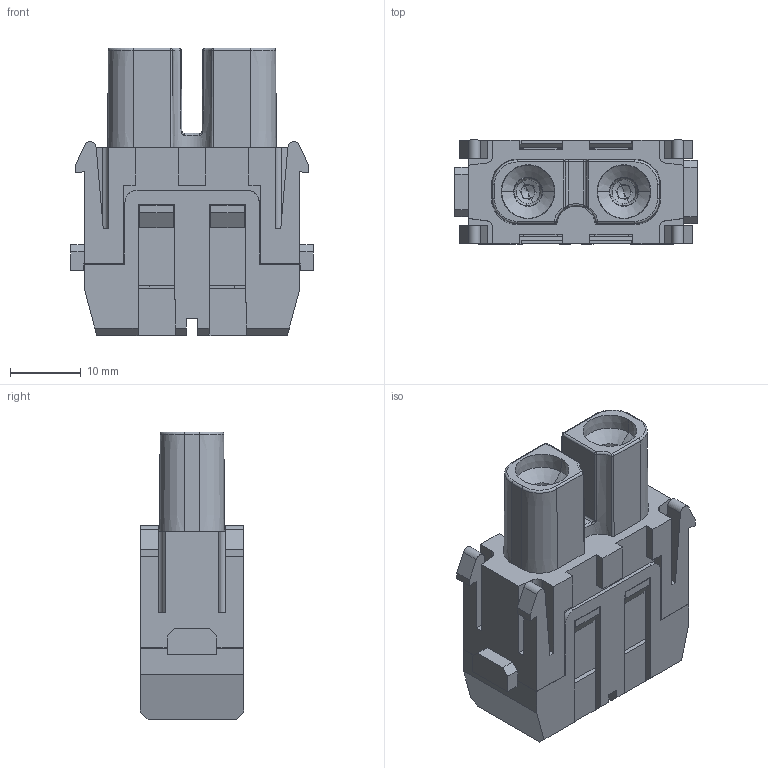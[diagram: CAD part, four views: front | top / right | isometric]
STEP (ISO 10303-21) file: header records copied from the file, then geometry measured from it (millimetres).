
FILE_DESCRIPTION(/* description */ (''),/* implementation_level */ '2;1');
FILE_NAME(/* name */ '_asm1_stp.stp',/* time_stamp */ '2023-11-02T18:15:35+08:00',/* author */ (''),/* organization */ (''),/* preprocessor_version */ 'ST-DEVELOPER v18.1',/* originating_system */ 'SIEMENS PLM Software NX 1980',/* authorisation */ '');
FILE_SCHEMA (('AP203_CONFIGURATION_CONTROLLED_3D_DESIGN_OF_MECHANICAL_PARTS_AND_ASSEMBLIES_MIM_LF { 1 0 10303 403 2 1 2}'));
Length unit declared in the file: millimetre
Products named in the file (1): ylga06740829h3pj
Bounding box: 34.2 x 14.61 x 40.52 mm (x, y, z)
Volume: 9893.9 mm3; surface area: 12512.2 mm2
Topology: 1 solids, 1 shells, 709 faces, 2071 edges, 1323 vertices
Faces by surface type: plane 436, cylinder 105, cone 103, revolution 24, torus 21, bspline 14, sphere 6
Full cylindrical faces by diameter (mm): 4 x2, 6 x14
Entity records: 26771 total; most frequent: CARTESIAN_POINT 8853, ORIENTED_EDGE 4002, DIRECTION 3363, EDGE_CURVE 2001, VERTEX_POINT 1285, LINE 1167, VECTOR 1167, AXIS2_PLACEMENT_3D 1086
